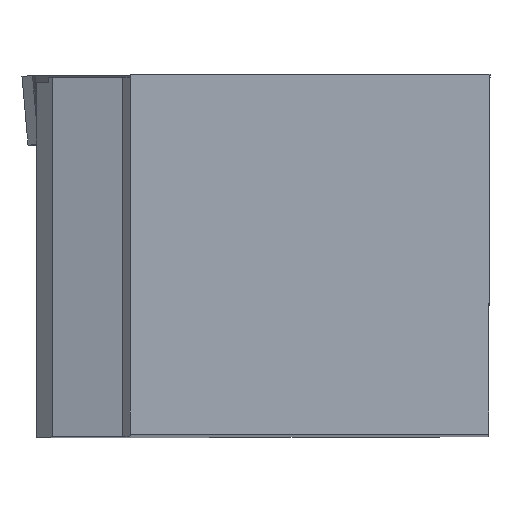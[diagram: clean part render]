
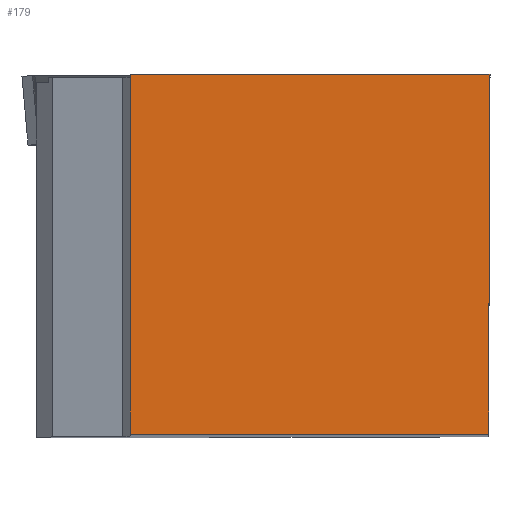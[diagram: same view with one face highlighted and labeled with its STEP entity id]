
A CAD part, top view. The second image highlights one B-rep face of the part: STEP entity #179.
In plain terms, the highlighted planar face has unit normal (0, 0, 1).
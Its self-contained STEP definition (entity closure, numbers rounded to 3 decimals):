
#139=FACE_OUTER_BOUND('',#408,.T.);
#179=ADVANCED_FACE('BLANK_BOXF006',(#139),#209,.F.);
#209=PLANE('',#946);
#242=LINE('',#1354,#307);
#270=LINE('',#1454,#335);
#280=LINE('',#1475,#345);
#281=LINE('',#1476,#346);
#307=VECTOR('',#1054,1.);
#335=VECTOR('',#1134,1.);
#345=VECTOR('',#1154,1.);
#346=VECTOR('',#1155,1.);
#408=EDGE_LOOP('',(#569,#570,#571,#572));
#569=ORIENTED_EDGE('',*,*,#789,.F.);
#570=ORIENTED_EDGE('',*,*,#777,.F.);
#571=ORIENTED_EDGE('',*,*,#790,.F.);
#572=ORIENTED_EDGE('',*,*,#731,.F.);
#653=VERTEX_POINT('',#1353);
#654=VERTEX_POINT('',#1355);
#688=VERTEX_POINT('',#1453);
#689=VERTEX_POINT('',#1455);
#731=EDGE_CURVE('',#653,#654,#242,.T.);
#777=EDGE_CURVE('',#688,#689,#270,.T.);
#789=EDGE_CURVE('',#689,#653,#280,.T.);
#790=EDGE_CURVE('',#654,#688,#281,.T.);
#946=AXIS2_PLACEMENT_3D('',#1477,#1156,#1157);
#1054=DIRECTION('',(1.,0.,0.));
#1134=DIRECTION('',(-1.,0.,0.));
#1154=DIRECTION('',(0.,1.,0.));
#1155=DIRECTION('',(-0.004,-1.,0.));
#1156=DIRECTION('',(0.,0.,-1.));
#1157=DIRECTION('',(-1.,0.,0.));
#1353=CARTESIAN_POINT('',(-24.875,24.875,0.));
#1354=CARTESIAN_POINT('',(-167.35,24.875,0.));
#1355=CARTESIAN_POINT('',(0.,24.875,0.));
#1453=CARTESIAN_POINT('',(-0.109,0.,0.));
#1454=CARTESIAN_POINT('',(167.35,0.,0.));
#1455=CARTESIAN_POINT('',(-24.875,0.,0.));
#1475=CARTESIAN_POINT('',(-24.875,-167.35,0.));
#1476=CARTESIAN_POINT('',(0.622,167.348,0.));
#1477=CARTESIAN_POINT('',(-48.35,-5.,0.));
